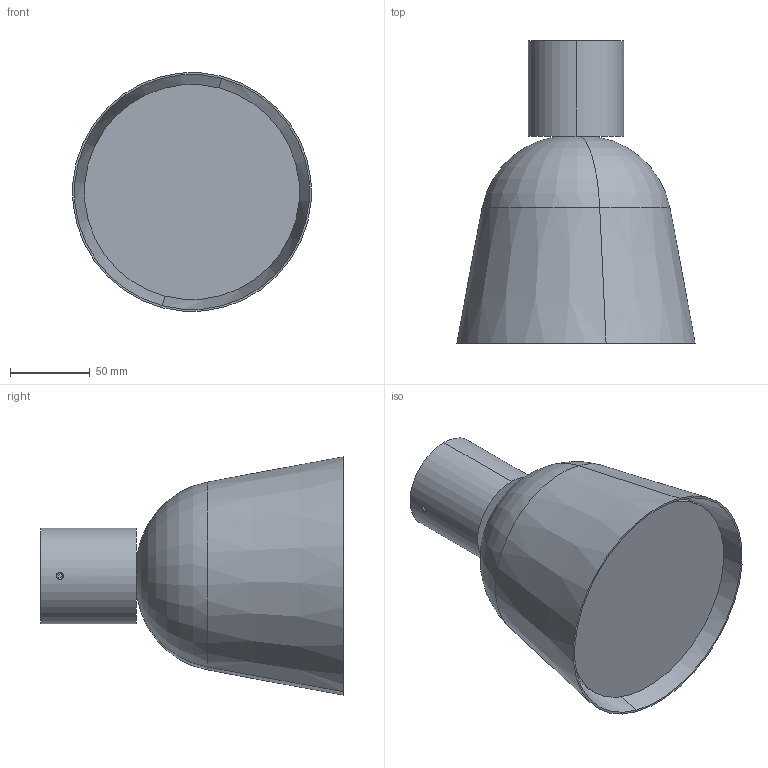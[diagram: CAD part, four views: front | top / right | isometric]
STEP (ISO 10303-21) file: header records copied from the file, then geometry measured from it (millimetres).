
FILE_DESCRIPTION (( 'STEP AP214' ), '1' );
FILE_NAME ('LIGHTO C GR.STEP', '2021-04-30T11:56:27', ( 'Josep Sancho' ), ( '' ), 'SwSTEP 2.0', 'SolidWorks 2013', '' );
FILE_SCHEMA (( 'AUTOMOTIVE_DESIGN' ));
Length unit declared in the file: millimetre
Products named in the file (17): 022104600102 - TUERCA LAMPARERA M10X1 2,7MM ACERO ZINCADO; LIGHTO C GR; TUBO DW GR; 060705300000 - REPULSADO FE DIAM.150X130MM 1,2MM; 067605300140 - DIFUSOR PMMA DIAM.135X3MM HIELO MATE 1 CARA; 026600500000 - ROSQUETA M10-100 25MM; CONJUNTO FUENTE DE LUZ LIGHTOREAD P-M DIAM.150; SOPORTE GR; REMACHE HEMBRA M4 CABEZA REDUCIDA CIEGO; 021900500000 - ESPARRAGO DIN913 M4X12MM ACERO 12.9; 021623000102 - TORNILLO DIN7985 M3x8 6.8 ZINCADO; 022603600101 - ARAND DENTADA DIN6789A 3 ACERO PAVONADO; 016700200000 - TOMATIERRA DIAM.4; 022100100102 - TUERCA DIN934 M3 ACERO ZINCADO; 021623400102 - TORNILLO DIN7985 M3x16 6.8 ZINCADO; 011601400000 - REGLETA NILON 2,5MM UL 14AWG 12 POLOS BLANCA (2 polos); 022604600101 - ARAND DENTADA DIN6789A 10 ACERO PAVONADO
Assembly tree (19 placements, depth 3):
  LIGHTO C GR
    TUBO DW GR
    CONJUNTO FUENTE DE LUZ LIGHTOREAD P-M DIAM.150
      060705300000 - REPULSADO FE DIAM.150X130MM 1,2MM
      067605300140 - DIFUSOR PMMA DIAM.135X3MM HIELO MATE 1 CARA
      026600500000 - ROSQUETA M10-100 25MM
    SOPORTE GR
    REMACHE HEMBRA M4 CABEZA REDUCIDA CIEGO  x2
    021900500000 - ESPARRAGO DIN913 M4X12MM ACERO 12.9  x2
    021623000102 - TORNILLO DIN7985 M3x8 6.8 ZINCADO
    022603600101 - ARAND DENTADA DIN6789A 3 ACERO PAVONADO
    016700200000 - TOMATIERRA DIAM.4
    022100100102 - TUERCA DIN934 M3 ACERO ZINCADO  x2
    021623400102 - TORNILLO DIN7985 M3x16 6.8 ZINCADO
    011601400000 - REGLETA NILON 2,5MM UL 14AWG 12 POLOS BLANCA (2 polos)
    022604600101 - ARAND DENTADA DIN6789A 10 ACERO PAVONADO
    022104600102 - TUERCA LAMPARERA M10X1 2,7MM ACERO ZINCADO
Bounding box: 149.52 x 189.88 x 149.52 mm (x, y, z)
Volume: 142146.9 mm3; surface area: 178588.3 mm2
Topology: 18 solids, 18 shells, 621 faces, 1566 edges, 1012 vertices
Faces by surface type: plane 372, cylinder 187, torus 32, cone 30
Entity records: 18082 total; most frequent: CARTESIAN_POINT 3322, DIRECTION 2986, ORIENTED_EDGE 2876, EDGE_CURVE 1438, AXIS2_PLACEMENT_3D 1002, VECTOR 982, LINE 982, VERTEX_POINT 934
